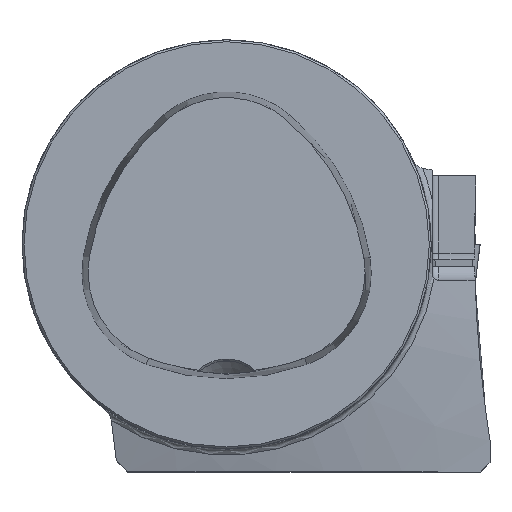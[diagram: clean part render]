
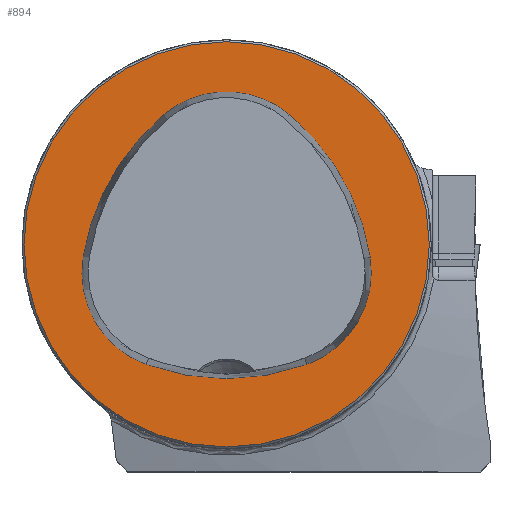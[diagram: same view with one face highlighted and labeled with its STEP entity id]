
A CAD part, top view. The second image highlights one B-rep face of the part: STEP entity #894.
In plain terms, the highlighted planar face has unit normal (0, 0, 1).
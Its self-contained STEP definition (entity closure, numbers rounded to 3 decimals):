
#132=FACE_BOUND('',#1247,.T.);
#133=FACE_BOUND('',#1248,.T.);
#236=PLANE('',#3515);
#894=ADVANCED_FACE('CU_FL_N1_SU_1',(#132,#133),#236,.T.);
#1247=EDGE_LOOP('',(#1718,#1719,#1720,#1721,#1722,#1723));
#1248=EDGE_LOOP('',(#1724));
#1397=CIRCLE('',#3506,36.075);
#1399=CIRCLE('',#3509,36.075);
#1400=CIRCLE('',#3510,15.075);
#1401=CIRCLE('',#3511,15.075);
#1402=CIRCLE('',#3512,36.075);
#1403=CIRCLE('',#3513,15.075);
#1404=CIRCLE('',#3514,31.2);
#1718=ORIENTED_EDGE('',*,*,#2907,.F.);
#1719=ORIENTED_EDGE('',*,*,#2908,.F.);
#1720=ORIENTED_EDGE('',*,*,#2900,.F.);
#1721=ORIENTED_EDGE('',*,*,#2909,.F.);
#1722=ORIENTED_EDGE('',*,*,#2910,.F.);
#1723=ORIENTED_EDGE('',*,*,#2911,.F.);
#1724=ORIENTED_EDGE('',*,*,#2912,.T.);
#2537=VERTEX_POINT('',#5278);
#2538=VERTEX_POINT('',#5280);
#2544=VERTEX_POINT('',#5312);
#2545=VERTEX_POINT('',#5313);
#2546=VERTEX_POINT('',#5316);
#2547=VERTEX_POINT('',#5318);
#2548=VERTEX_POINT('',#5321);
#2900=EDGE_CURVE('',#2537,#2538,#1397,.T.);
#2907=EDGE_CURVE('',#2544,#2545,#1399,.T.);
#2908=EDGE_CURVE('',#2538,#2544,#1400,.T.);
#2909=EDGE_CURVE('',#2546,#2537,#1401,.T.);
#2910=EDGE_CURVE('',#2547,#2546,#1402,.T.);
#2911=EDGE_CURVE('',#2545,#2547,#1403,.T.);
#2912=EDGE_CURVE('',#2548,#2548,#1404,.T.);
#3506=AXIS2_PLACEMENT_3D('',#5279,#3924,#3925);
#3509=AXIS2_PLACEMENT_3D('',#5311,#3931,#3932);
#3510=AXIS2_PLACEMENT_3D('',#5314,#3933,#3934);
#3511=AXIS2_PLACEMENT_3D('',#5315,#3935,#3936);
#3512=AXIS2_PLACEMENT_3D('',#5317,#3937,#3938);
#3513=AXIS2_PLACEMENT_3D('',#5319,#3939,#3940);
#3514=AXIS2_PLACEMENT_3D('',#5320,#3941,#3942);
#3515=AXIS2_PLACEMENT_3D('',#5322,#3943,#3944);
#3924=DIRECTION('',(0.,0.,1.));
#3925=DIRECTION('',(-1.,0.,0.));
#3931=DIRECTION('',(0.,0.,1.));
#3932=DIRECTION('',(-1.,0.,0.));
#3933=DIRECTION('',(0.,0.,1.));
#3934=DIRECTION('',(-1.,0.,0.));
#3935=DIRECTION('',(0.,0.,1.));
#3936=DIRECTION('',(-1.,0.,0.));
#3937=DIRECTION('',(0.,0.,1.));
#3938=DIRECTION('',(-1.,0.,0.));
#3939=DIRECTION('',(0.,0.,1.));
#3940=DIRECTION('',(-1.,0.,0.));
#3941=DIRECTION('',(0.,0.,1.));
#3942=DIRECTION('',(-1.,0.,0.));
#3943=DIRECTION('',(0.,0.,1.));
#3944=DIRECTION('',(-1.,0.,0.));
#5278=CARTESIAN_POINT('',(-12.368,-18.489,0.));
#5279=CARTESIAN_POINT('',(0.,15.4,0.));
#5280=CARTESIAN_POINT('',(12.368,-18.489,0.));
#5311=CARTESIAN_POINT('',(-13.535,-7.656,0.));
#5312=CARTESIAN_POINT('',(22.084,-1.937,0.));
#5313=CARTESIAN_POINT('',(9.716,19.927,0.));
#5314=CARTESIAN_POINT('',(7.2,-4.327,0.));
#5315=CARTESIAN_POINT('',(-7.2,-4.327,0.));
#5316=CARTESIAN_POINT('',(-22.084,-1.937,0.));
#5317=CARTESIAN_POINT('',(13.535,-7.656,0.));
#5318=CARTESIAN_POINT('',(-9.716,19.927,0.));
#5319=CARTESIAN_POINT('',(0.,8.4,0.));
#5320=CARTESIAN_POINT('',(0.,0.,0.));
#5321=CARTESIAN_POINT('',(-31.2,0.,0.));
#5322=CARTESIAN_POINT('',(0.,0.,0.));
